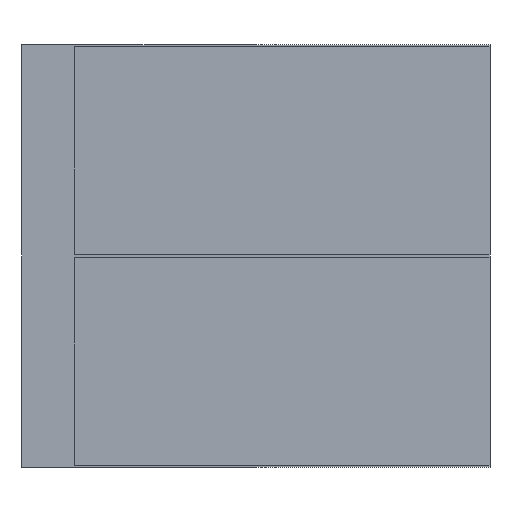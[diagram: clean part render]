
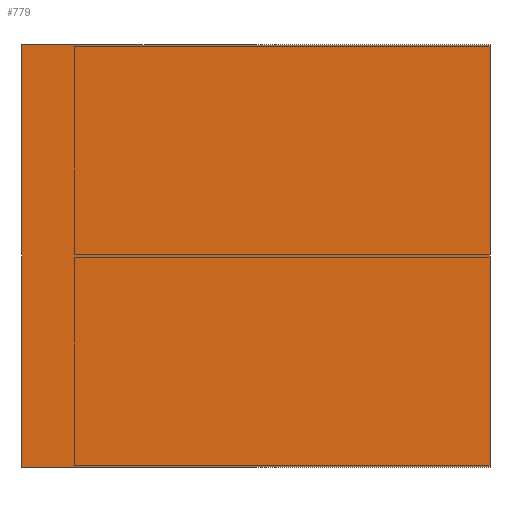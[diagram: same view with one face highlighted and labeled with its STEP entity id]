
A CAD part, left-side view. The second image highlights one B-rep face of the part: STEP entity #779.
In plain terms, the highlighted planar face has unit normal (-1, 0, 0).
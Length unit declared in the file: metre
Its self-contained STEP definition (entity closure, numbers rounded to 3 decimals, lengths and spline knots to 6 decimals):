
#48=ORIENTED_EDGE('',*,*,#264,.F.);
#49=ORIENTED_EDGE('',*,*,#265,.F.);
#50=ORIENTED_EDGE('',*,*,#228,.T.);
#51=ORIENTED_EDGE('',*,*,#266,.T.);
#228=EDGE_CURVE('',#336,#337,#408,.T.);
#264=EDGE_CURVE('',#372,#373,#444,.T.);
#265=EDGE_CURVE('',#336,#372,#445,.T.);
#266=EDGE_CURVE('',#337,#373,#446,.T.);
#336=VERTEX_POINT('',#1088);
#337=VERTEX_POINT('',#1089);
#372=VERTEX_POINT('',#1161);
#373=VERTEX_POINT('',#1162);
#408=LINE('',#1087,#516);
#444=LINE('',#1160,#552);
#445=LINE('',#1163,#553);
#446=LINE('',#1164,#554);
#516=VECTOR('',#887,1.);
#552=VECTOR('',#925,1.);
#553=VECTOR('',#926,1.);
#554=VECTOR('',#927,1.);
#633=EDGE_LOOP('',(#48,#49,#50,#51));
#687=FACE_BOUND('',#633,.T.);
#733=PLANE('',#838);
#779=ADVANCED_FACE('',(#687),#733,.T.);
#838=AXIS2_PLACEMENT_3D('',#1159,#923,#924);
#887=DIRECTION('',(0.,0.,1.));
#923=DIRECTION('',(-1.,0.,0.));
#924=DIRECTION('',(0.,0.,1.));
#925=DIRECTION('',(0.,0.,1.));
#926=DIRECTION('',(0.,1.,0.));
#927=DIRECTION('',(0.,1.,0.));
#1087=CARTESIAN_POINT('',(0.,-0.02815,0.0127));
#1088=CARTESIAN_POINT('',(0.,-0.02815,0.));
#1089=CARTESIAN_POINT('',(0.,-0.02815,0.0254));
#1159=CARTESIAN_POINT('',(0.,-0.02815,0.0127));
#1160=CARTESIAN_POINT('',(0.,0.,0.0127));
#1161=CARTESIAN_POINT('',(0.,0.,0.));
#1162=CARTESIAN_POINT('',(0.,0.,0.0254));
#1163=CARTESIAN_POINT('',(0.,-0.02815,0.));
#1164=CARTESIAN_POINT('',(0.,-0.02815,0.0254));
